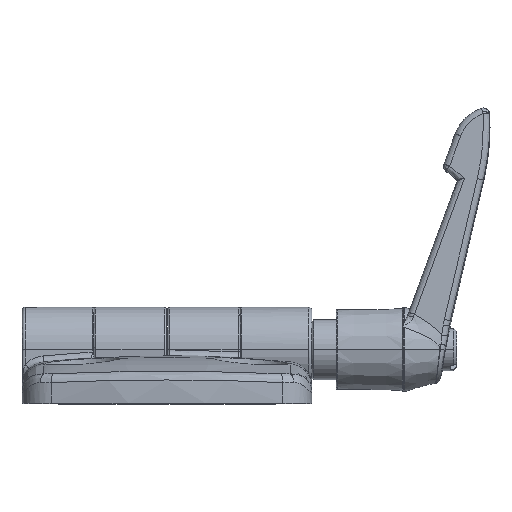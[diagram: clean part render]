
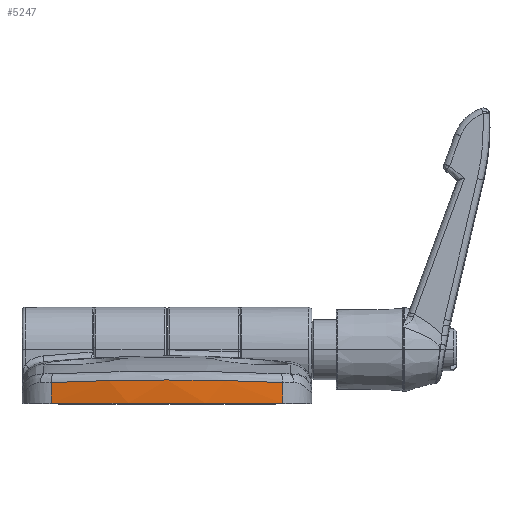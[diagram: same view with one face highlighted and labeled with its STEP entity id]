
A CAD part, top view. The second image highlights one B-rep face of the part: STEP entity #5247.
In plain terms, the highlighted cylindrical face has radius 100 mm (diameter 200 mm), a partial arc.
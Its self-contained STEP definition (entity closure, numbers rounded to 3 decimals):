
#56 = CARTESIAN_POINT ( 'NONE',  ( -19.149, 3.44, 33.9 ) ) ;
#868 = LINE ( 'NONE', #9372, #23153 ) ;
#972 = CARTESIAN_POINT ( 'NONE',  ( 0., 3.856, 35.75 ) ) ;
#1243 = CARTESIAN_POINT ( 'NONE',  ( 0., 0., -64.25 ) ) ;
#1671 = DIRECTION ( 'NONE',  ( 1., 0., 0. ) ) ;
#2154 = CARTESIAN_POINT ( 'NONE',  ( -9.226, 3.763, 35.324 ) ) ;
#3053 = CARTESIAN_POINT ( 'NONE',  ( 13.654, 3.651, 34.817 ) ) ;
#3400 = CYLINDRICAL_SURFACE ( 'NONE', #5598, 100. ) ;
#3419 = DIRECTION ( 'NONE',  ( 1., 0., 0. ) ) ;
#3611 = ORIENTED_EDGE ( 'NONE', *, *, #24902, .F. ) ;
#4256 = CARTESIAN_POINT ( 'NONE',  ( 19.149, 0., 33.899 ) ) ;
#4300 = CARTESIAN_POINT ( 'NONE',  ( -19.149, 0., 33.899 ) ) ;
#4324 = CARTESIAN_POINT ( 'NONE',  ( -9.472, 3.758, 35.3 ) ) ;
#5198 = CARTESIAN_POINT ( 'NONE',  ( 11.634, 3.708, 35.072 ) ) ;
#5247 = ADVANCED_FACE ( 'NONE', ( #16958 ), #3400, .T. ) ;
#5598 = AXIS2_PLACEMENT_3D ( 'NONE', #21038, #16729, #1671 ) ;
#6470 = CARTESIAN_POINT ( 'NONE',  ( -9.545, 3.757, 35.293 ) ) ;
#7352 = CARTESIAN_POINT ( 'NONE',  ( 10.307, 3.74, 35.218 ) ) ;
#7770 = CARTESIAN_POINT ( 'NONE',  ( 0., 3.856, 35.75 ) ) ;
#8671 = CARTESIAN_POINT ( 'NONE',  ( -16.068, 3.581, 34.501 ) ) ;
#8877 = AXIS2_PLACEMENT_3D ( 'NONE', #1243, #16410, #3419 ) ;
#9372 = CARTESIAN_POINT ( 'NONE',  ( -19.149, 16.02, 33.899 ) ) ;
#9483 = CARTESIAN_POINT ( 'NONE',  ( 19.149, 3.44, 33.9 ) ) ;
#9580 = CARTESIAN_POINT ( 'NONE',  ( 9.794, 3.751, 35.269 ) ) ;
#10023 = ORIENTED_EDGE ( 'NONE', *, *, #26263, .T. ) ;
#10731 = CARTESIAN_POINT ( 'NONE',  ( 0., 3.856, 35.75 ) ) ;
#10821 = CARTESIAN_POINT ( 'NONE',  ( 19.149, 3.44, 33.9 ) ) ;
#11731 = CARTESIAN_POINT ( 'NONE',  ( 9.637, 3.755, 35.285 ) ) ;
#11825 = CIRCLE ( 'NONE', #8877, 100. ) ;
#12678 = ORIENTED_EDGE ( 'NONE', *, *, #21873, .T. ) ;
#12929 = CARTESIAN_POINT ( 'NONE',  ( -6.807, 3.807, 35.524 ) ) ;
#13902 = CARTESIAN_POINT ( 'NONE',  ( 3.234, 3.856, 35.75 ) ) ;
#13945 = ORIENTED_EDGE ( 'NONE', *, *, #21210, .T. ) ;
#14016 = LINE ( 'NONE', #22669, #19128 ) ;
#15003 = CARTESIAN_POINT ( 'NONE',  ( -1.614, 3.856, 35.75 ) ) ;
#15091 = CARTESIAN_POINT ( 'NONE',  ( -8.882, 3.77, 35.355 ) ) ;
#16030 = CARTESIAN_POINT ( 'NONE',  ( 16.045, 3.572, 34.468 ) ) ;
#16410 = DIRECTION ( 'NONE',  ( 0., -1., 0. ) ) ;
#16729 = DIRECTION ( 'NONE',  ( 0., -1., 0. ) ) ;
#16958 = FACE_OUTER_BOUND ( 'NONE', #27297, .T. ) ;
#17295 = CARTESIAN_POINT ( 'NONE',  ( -9.399, 3.76, 35.307 ) ) ;
#18188 = CARTESIAN_POINT ( 'NONE',  ( 12.85, 3.675, 34.924 ) ) ;
#18832 = B_SPLINE_CURVE_WITH_KNOTS ( 'NONE', 3,
 ( #10731, #15003, #19388, #25794, #12929, #27919, #15091, #2154, #17295, #4324, #19470, #6470, #21605, #8671, #23759 ),
 .UNSPECIFIED., .F., .F.,
 ( 4, 2, 1, 1, 1, 1, 1, 2, 2, 4 ),
 ( 0., 0.25, 0.375, 0.437, 0.469, 0.484, 0.492, 0.496, 0.5, 1. ),
 .UNSPECIFIED. ) ;
#19128 = VECTOR ( 'NONE', #24824, 1000. ) ;
#19388 = CARTESIAN_POINT ( 'NONE',  ( -3.22, 3.847, 35.711 ) ) ;
#19470 = CARTESIAN_POINT ( 'NONE',  ( -9.522, 3.757, 35.296 ) ) ;
#19529 = ORIENTED_EDGE ( 'NONE', *, *, #22429, .F. ) ;
#20359 = CARTESIAN_POINT ( 'NONE',  ( 11.024, 3.723, 35.142 ) ) ;
#21033 = VERTEX_POINT ( 'NONE', #4300 ) ;
#21038 = CARTESIAN_POINT ( 'NONE',  ( 0., 7.9, -64.25 ) ) ;
#21210 = EDGE_CURVE ( 'NONE', #22909, #24344, #14016, .T. ) ;
#21605 = CARTESIAN_POINT ( 'NONE',  ( -12.871, 3.686, 34.974 ) ) ;
#21873 = EDGE_CURVE ( 'NONE', #23536, #24279, #18832, .T. ) ;
#22429 = EDGE_CURVE ( 'NONE', #21033, #24279, #868, .T. ) ;
#22478 = CARTESIAN_POINT ( 'NONE',  ( 9.948, 3.748, 35.254 ) ) ;
#22669 = CARTESIAN_POINT ( 'NONE',  ( 19.149, 7.9, 33.899 ) ) ;
#22909 = VERTEX_POINT ( 'NONE', #4256 ) ;
#23153 = VECTOR ( 'NONE', #26651, 1000. ) ;
#23536 = VERTEX_POINT ( 'NONE', #7770 ) ;
#23759 = CARTESIAN_POINT ( 'NONE',  ( -19.149, 3.44, 33.9 ) ) ;
#24279 = VERTEX_POINT ( 'NONE', #56 ) ;
#24344 = VERTEX_POINT ( 'NONE', #10821 ) ;
#24436 = B_SPLINE_CURVE_WITH_KNOTS ( 'NONE', 3,
 ( #9483, #24552, #16030, #3053, #18188, #5198, #20359, #7352, #22478, #9580, #24643, #11731, #26751, #13902, #972 ),
 .UNSPECIFIED., .F., .F.,
 ( 4, 2, 2, 1, 1, 1, 2, 2, 4 ),
 ( 0., 0.25, 0.375, 0.437, 0.469, 0.484, 0.492, 0.5, 1. ),
 .UNSPECIFIED. ) ;
#24552 = CARTESIAN_POINT ( 'NONE',  ( 17.611, 3.51, 34.199 ) ) ;
#24643 = CARTESIAN_POINT ( 'NONE',  ( 9.691, 3.753, 35.279 ) ) ;
#24824 = DIRECTION ( 'NONE',  ( 0., 1., 0. ) ) ;
#24902 = EDGE_CURVE ( 'NONE', #22909, #21033, #11825, .T. ) ;
#25794 = CARTESIAN_POINT ( 'NONE',  ( -5.614, 3.822, 35.596 ) ) ;
#26263 = EDGE_CURVE ( 'NONE', #24344, #23536, #24436, .T. ) ;
#26651 = DIRECTION ( 'NONE',  ( 0., 1., 0. ) ) ;
#26751 = CARTESIAN_POINT ( 'NONE',  ( 6.435, 3.822, 35.593 ) ) ;
#27297 = EDGE_LOOP ( 'NONE', ( #19529, #3611, #13945, #10023, #12678 ) ) ;
#27919 = CARTESIAN_POINT ( 'NONE',  ( -8.191, 3.783, 35.415 ) ) ;
